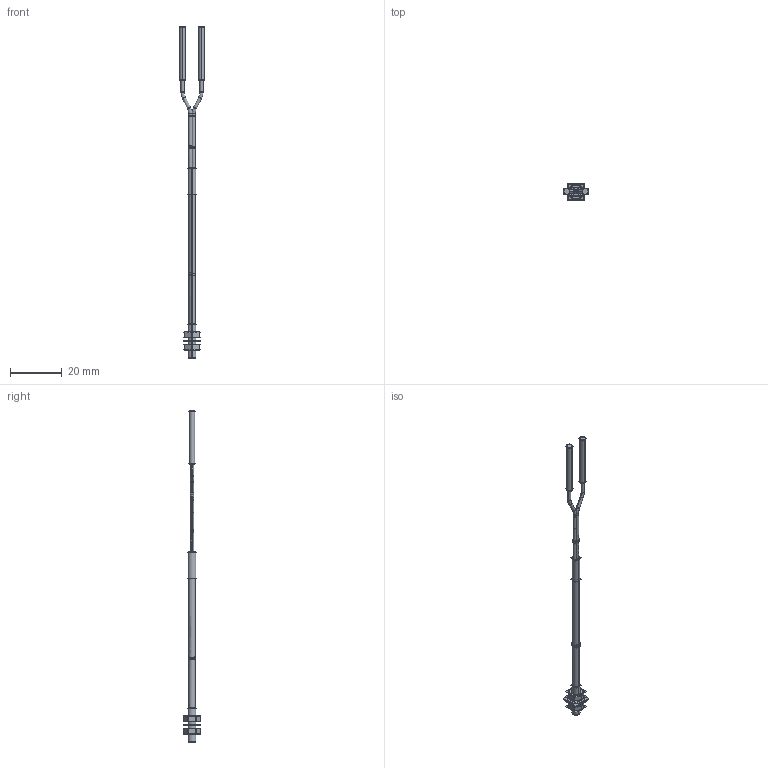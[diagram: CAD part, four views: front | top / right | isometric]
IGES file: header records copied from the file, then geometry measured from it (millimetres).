
Start section:  PTC IGES file: 194374.igs
Global section: file name: 194374.igs; native system: Creo Parametric by Parametric Technology Corporation; preprocessor: 2013230; author: PDMAdmin; organization: Unknown; date: 20160324.081536; units: millimetre
Bounding box: 9.51 x 6.66 x 127.73 mm (x, y, z)
Volume: 727.3 mm3; surface area: 6068.9 mm2
Topology: 7 solids, 7 shells, 394 faces, 2024 edges, 2617 vertices
Faces by surface type: revolution 284, bspline 98, extrusion 12
